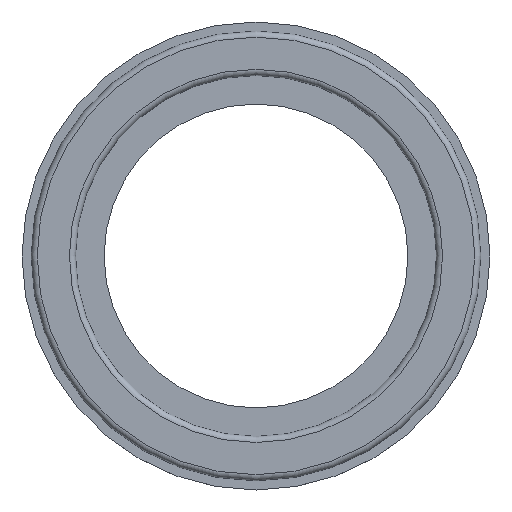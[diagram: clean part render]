
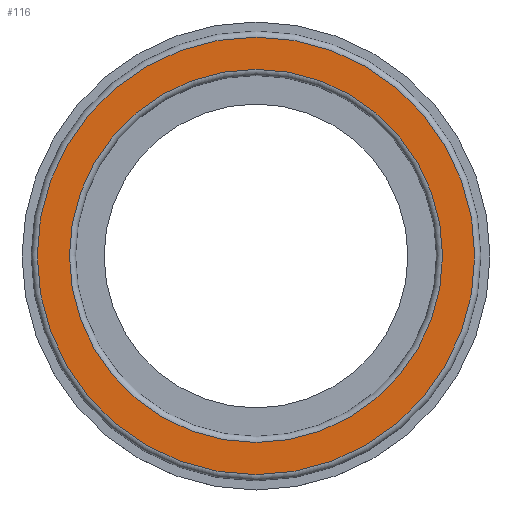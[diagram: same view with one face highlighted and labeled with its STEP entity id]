
A CAD part, top view. The second image highlights one B-rep face of the part: STEP entity #116.
In plain terms, the highlighted planar face has unit normal (0, 0, 1).
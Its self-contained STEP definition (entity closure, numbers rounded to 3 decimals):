
#19=PLANE('',#136);
#24=FACE_BOUND('',#46,.T.);
#34=FACE_OUTER_BOUND('',#45,.T.);
#45=EDGE_LOOP('',(#95));
#46=EDGE_LOOP('',(#96));
#64=CIRCLE('',#135,18.);
#65=CIRCLE('',#137,15.35);
#74=VERTEX_POINT('',#199);
#75=VERTEX_POINT('',#202);
#84=EDGE_CURVE('',#74,#74,#64,.T.);
#85=EDGE_CURVE('',#75,#75,#65,.T.);
#95=ORIENTED_EDGE('',*,*,#84,.F.);
#96=ORIENTED_EDGE('',*,*,#85,.F.);
#116=ADVANCED_FACE('',(#34,#24),#19,.T.);
#135=AXIS2_PLACEMENT_3D('',#200,#159,#160);
#136=AXIS2_PLACEMENT_3D('',#201,#161,#162);
#137=AXIS2_PLACEMENT_3D('',#203,#163,#164);
#159=DIRECTION('center_axis',(0.,0.,-1.));
#160=DIRECTION('ref_axis',(-1.,0.,0.));
#161=DIRECTION('center_axis',(0.,0.,1.));
#162=DIRECTION('ref_axis',(1.,0.,0.));
#163=DIRECTION('center_axis',(0.,0.,1.));
#164=DIRECTION('ref_axis',(-1.,0.,0.));
#199=CARTESIAN_POINT('',(18.,0.,5.));
#200=CARTESIAN_POINT('Origin',(0.,0.,5.));
#201=CARTESIAN_POINT('Origin',(0.,0.,
5.));
#202=CARTESIAN_POINT('',(15.35,0.,5.));
#203=CARTESIAN_POINT('Origin',(0.,0.,5.));
